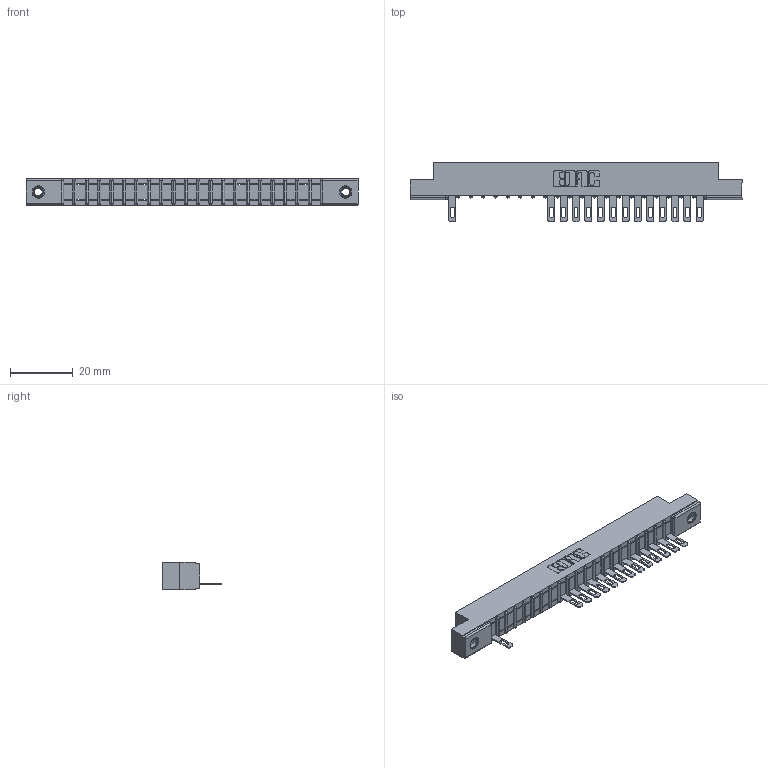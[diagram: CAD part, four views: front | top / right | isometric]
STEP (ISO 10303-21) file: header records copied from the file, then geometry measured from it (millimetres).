
FILE_DESCRIPTION (( 'STEP AP203' ), '1' );
FILE_NAME ('307-021-505-107.STEP', '2018-08-04T02:08:05', ( '' ), ( '' ), 'SwSTEP 2.0', 'SolidWorks 2016', '' );
FILE_SCHEMA (( 'CONFIG_CONTROL_DESIGN' ));
Length unit declared in the file: inch
Products named in the file (4): 307-021-505-107; 307 Part_.156 Dia Mounting Holes; 307-290-001_505; 345-250-001_345-250-005-103
Assembly tree (17 placements, depth 2):
  307-021-505-107
    307 Part_.156 Dia Mounting Holes
    307-290-001_505  x14
    345-250-001_345-250-005-103  x2
Bounding box: 106.22 x 19.18 x 8.71 mm (x, y, z)
Volume: 6612.9 mm3; surface area: 9751.8 mm2
Topology: 17 solids, 17 shells, 1124 faces, 3175 edges, 2030 vertices
Faces by surface type: plane 690, cylinder 374, sphere 44, cone 12, torus 4
Entity records: 21527 total; most frequent: CARTESIAN_POINT 3628, ORIENTED_EDGE 3614, DIRECTION 3545, EDGE_CURVE 1807, LINE 1375, VECTOR 1375, VERTEX_POINT 1168, AXIS2_PLACEMENT_3D 1085
